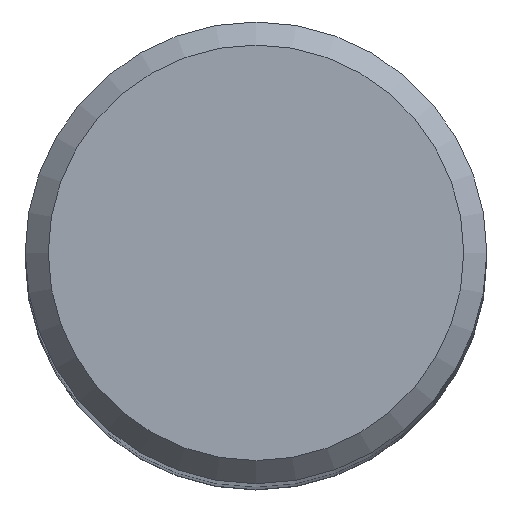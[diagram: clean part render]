
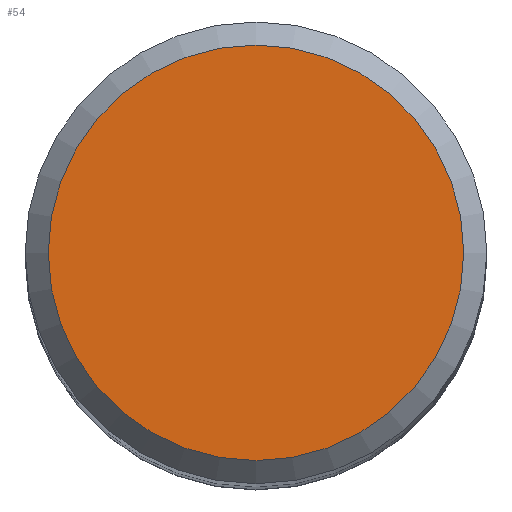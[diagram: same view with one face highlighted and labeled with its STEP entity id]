
A CAD part, top view. The second image highlights one B-rep face of the part: STEP entity #54.
In plain terms, the highlighted planar face has unit normal (0, 0, 1).
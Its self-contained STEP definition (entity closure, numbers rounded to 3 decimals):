
#46=PLANE('',#222);
#49=FACE_OUTER_BOUND('',#80,.T.);
#54=ADVANCED_FACE('',(#49),#46,.T.);
#80=EDGE_LOOP('',(#96));
#96=ORIENTED_EDGE('',*,*,#120,.T.);
#112=VERTEX_POINT('',#317);
#120=EDGE_CURVE('',#112,#112,#128,.T.);
#128=CIRCLE('',#221,5.4);
#221=AXIS2_PLACEMENT_3D('',#316,#255,#256);
#222=AXIS2_PLACEMENT_3D('',#318,#257,#258);
#255=DIRECTION('',(0.,0.,1.));
#256=DIRECTION('',(1.,0.,0.));
#257=DIRECTION('',(0.,0.,1.));
#258=DIRECTION('',(1.,0.,0.));
#316=CARTESIAN_POINT('',(0.,0.,0.));
#317=CARTESIAN_POINT('',(5.4,0.,0.));
#318=CARTESIAN_POINT('',(0.,0.,0.));
